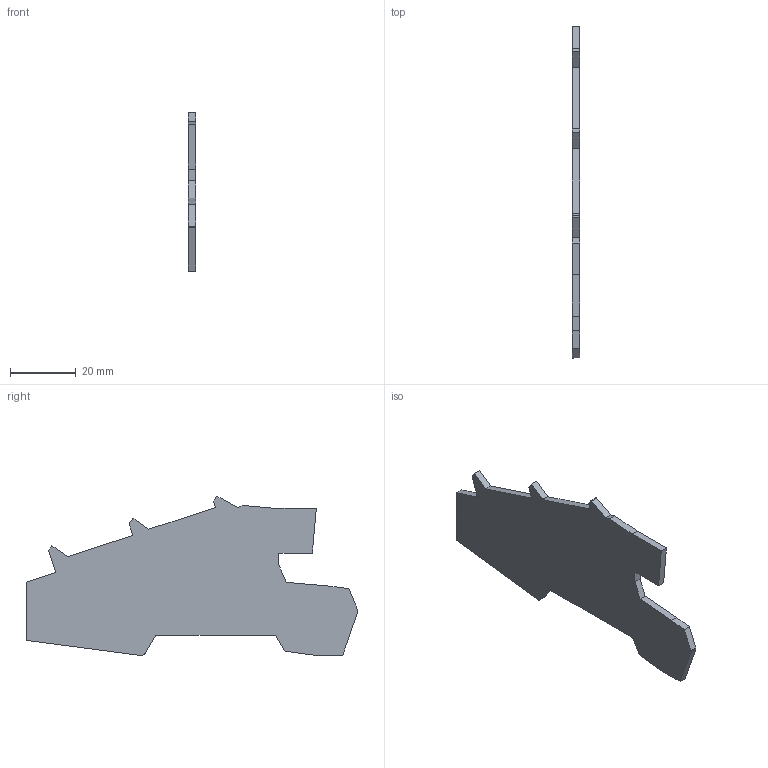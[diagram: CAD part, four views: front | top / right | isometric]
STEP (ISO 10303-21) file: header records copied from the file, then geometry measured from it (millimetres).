
FILE_DESCRIPTION(('Creo Elements/Direct Modeling STEP Export'),'2;1');
FILE_NAME('model.stp','2017-11-17T 8:58:22',(''),(''),'Creo Elements/Direct Modeling STEP processor for AP214 (Solid Model)','Creo Elements/Direct Modeling 18.1I 14-Aug-2016 (C) Parametric Technology GmbH','');
FILE_SCHEMA(('AUTOMOTIVE_DESIGN { 1 0 10303 214 1 1 1 1 }'));
Length unit declared in the file: millimetre
Products named in the file (2): D_PTI_3_select
Assembly tree (1 placements, depth 2):
  D_PTI_3_select
    D_PTI_3_select
Bounding box: 2.2 x 100.86 x 48.32 mm (x, y, z)
Volume: 7052.1 mm3; surface area: 7087.2 mm2
Topology: 1 solids, 1 shells, 35 faces, 99 edges, 66 vertices
Faces by surface type: plane 32, cylinder 2, extrusion 1
Entity records: 1459 total; most frequent: CARTESIAN_POINT 223, ORIENTED_EDGE 198, DIRECTION 174, EDGE_CURVE 99, VECTOR 94, LINE 93, VERTEX_POINT 66, AXIS2_PLACEMENT_3D 40
